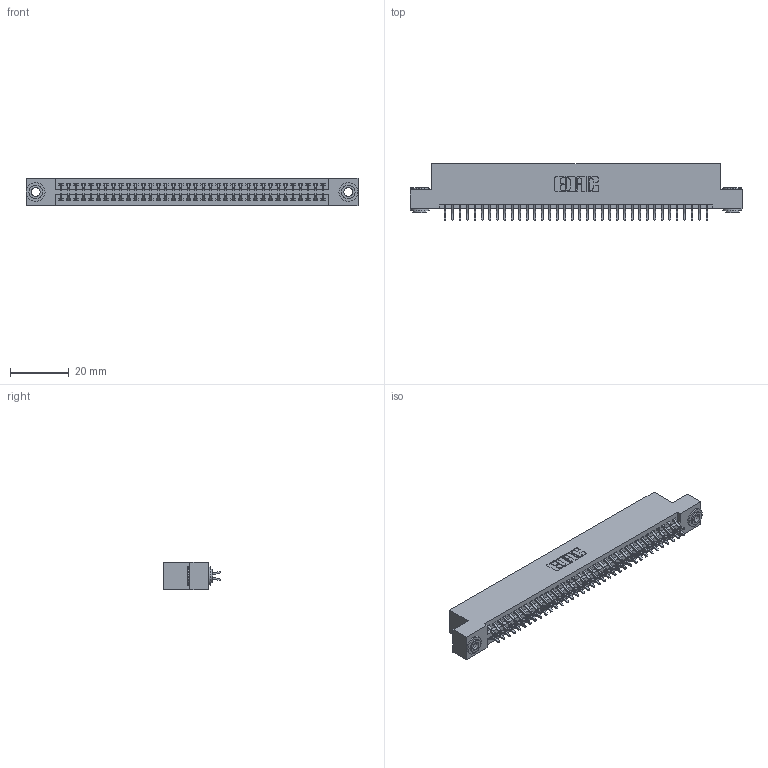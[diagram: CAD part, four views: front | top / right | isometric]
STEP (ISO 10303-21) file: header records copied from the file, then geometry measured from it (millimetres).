
FILE_DESCRIPTION (( 'STEP AP203' ), '1' );
FILE_NAME ('395-072-556-203.STEP', '2018-11-27T15:14:55', ( '' ), ( '' ), 'SwSTEP 2.0', 'SolidWorks 2016', '' );
FILE_SCHEMA (( 'CONFIG_CONTROL_DESIGN' ));
Length unit declared in the file: inch
Products named in the file (4): 345-250-002_345-250-002-102; 345 Part_Flush Mounting Lugs - 0.156 Dia-TH; 345-292-001_556 Tail; 395-072-556-203
Assembly tree (75 placements, depth 2):
  395-072-556-203
    345 Part_Flush Mounting Lugs - 0.156 Dia-TH
    345-292-001_556 Tail  x72
    345-250-002_345-250-002-102  x2
Bounding box: 112.65 x 19.24 x 9.4 mm (x, y, z)
Volume: 10903.7 mm3; surface area: 16143.1 mm2
Topology: 75 solids, 75 shells, 4196 faces, 12441 edges, 8194 vertices
Faces by surface type: plane 2754, cylinder 1434, cone 8
Entity records: 29924 total; most frequent: CARTESIAN_POINT 5011, ORIENTED_EDGE 4926, DIRECTION 4445, EDGE_CURVE 2463, VECTOR 2155, LINE 2155, VERTEX_POINT 1638, AXIS2_PLACEMENT_3D 1145
